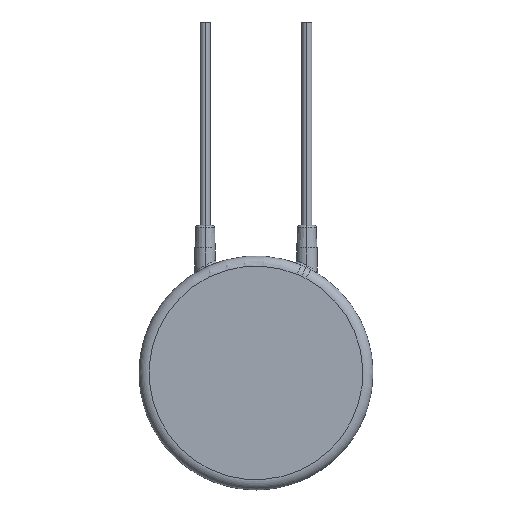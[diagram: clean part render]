
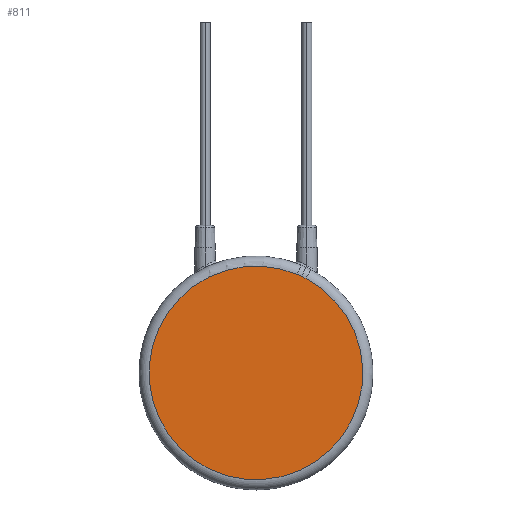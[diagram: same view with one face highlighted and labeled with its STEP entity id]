
A CAD part, top view. The second image highlights one B-rep face of the part: STEP entity #811.
In plain terms, the highlighted planar face has unit normal (0, 0, 1).
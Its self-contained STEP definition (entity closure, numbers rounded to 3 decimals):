
#45=CARTESIAN_POINT('',(0.,0.,5.2));
#46=DIRECTION('',(0.,0.,1.));
#47=DIRECTION('',(0.386,0.922,0.));
#48=AXIS2_PLACEMENT_3D('',#45,#46,#47);
#174=CARTESIAN_POINT('',(4.489,9.497,5.2));
#175=CARTESIAN_POINT('',(4.453,9.514,5.2));
#176=CARTESIAN_POINT('',(4.386,9.545,5.2));
#177=CARTESIAN_POINT('',(4.304,9.58,5.2));
#178=CARTESIAN_POINT('',(4.227,9.613,5.2));
#179=CARTESIAN_POINT('',(4.144,9.648,5.2));
#180=CARTESIAN_POINT('',(4.086,9.672,5.2));
#181=CARTESIAN_POINT('',(4.057,9.685,5.2));
#183=CARTESIAN_POINT('',(4.918,9.277,5.2));
#184=CARTESIAN_POINT('',(4.837,9.32,5.2));
#185=CARTESIAN_POINT('',(4.686,9.401,5.2));
#186=CARTESIAN_POINT('',(4.552,9.467,5.2));
#187=CARTESIAN_POINT('',(4.489,9.497,5.2));
#561=CARTESIAN_POINT('',(4.918,9.277,5.2));
#562=VERTEX_POINT('',#561);
#565=VERTEX_POINT('',#187);
#574=CARTESIAN_POINT('',(4.057,9.685,5.2));
#575=VERTEX_POINT('',#574);
#800=CARTESIAN_POINT('',(0.,0.,5.2));
#801=DIRECTION('',(0.,0.,1.));
#802=DIRECTION('',(1.,0.,0.));
#803=AXIS2_PLACEMENT_3D('',#800,#801,#802);
#804=PLANE('',#803);
#805=ORIENTED_EDGE('',*,*,#634,.F.);
#807=ORIENTED_EDGE('',*,*,#806,.F.);
#808=ORIENTED_EDGE('',*,*,#792,.F.);
#809=EDGE_LOOP('',(#805,#807,#808));
#810=FACE_OUTER_BOUND('',#809,.F.);
#49=CIRCLE('',#48,10.5);
#182=B_SPLINE_CURVE_WITH_KNOTS('',3,(#174,#175,#176,#177,#178,#179,#180,#181),
.UNSPECIFIED.,.F.,.F.,(4,1,1,1,1,4),(0.,0.2,0.4,0.6,0.8,1.),
.UNSPECIFIED.);
#188=B_SPLINE_CURVE_WITH_KNOTS('',3,(#183,#184,#185,#186,#187),.UNSPECIFIED.,
.F.,.F.,(4,1,4),(0.,0.5,1.),.UNSPECIFIED.);
#634=EDGE_CURVE('',#575,#562,#49,.T.);
#792=EDGE_CURVE('',#562,#565,#188,.T.);
#806=EDGE_CURVE('',#565,#575,#182,.T.);
#811=ADVANCED_FACE('',(#810),#804,.T.);
